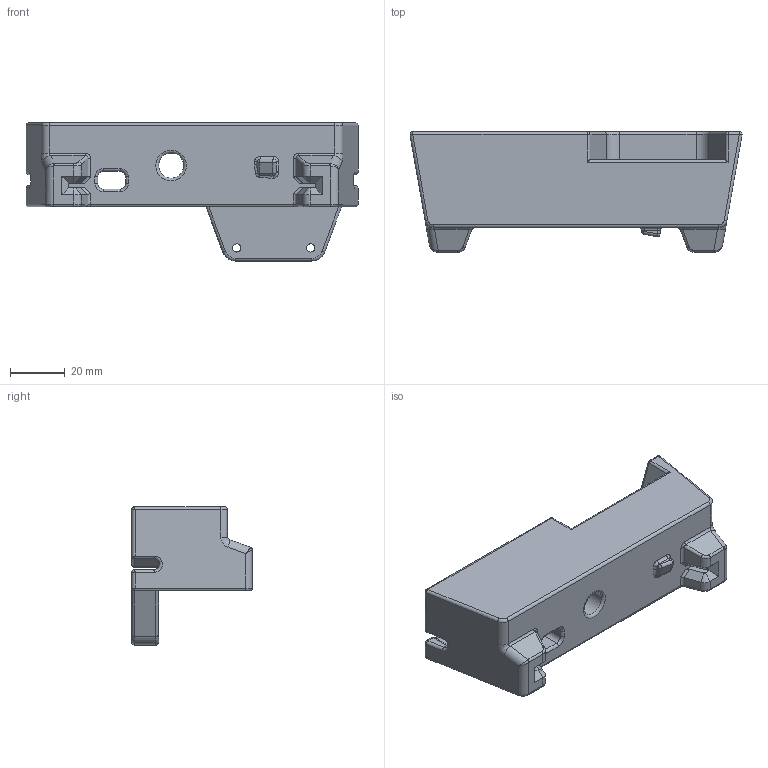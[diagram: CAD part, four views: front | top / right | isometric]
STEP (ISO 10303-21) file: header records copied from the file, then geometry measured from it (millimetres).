
FILE_DESCRIPTION(/* description */ ('STEP AP242','CAx-IF Rec.Pracs.---Representation and Presentation of Product Manufacturing Information (PMI)---4.0---2014-10-13','CAx-IF Rec.Pracs.---3D Tessellated Geometry---0.4---2014-09-14','2;1'),/* implementation_level */ '2;1');
FILE_NAME(/* name */ '62cc67ae98f88f28faa15a00',/* time_stamp */ '2022-07-11T18:10:55+00:00',/* author */ (''),/* organization */ (''),/* preprocessor_version */ 'ST-DEVELOPER v18.102',/* originating_system */ ' ',/* authorisation */ ' ');
FILE_SCHEMA (('AP242_MANAGED_MODEL_BASED_3D_ENGINEERING_MIM_LF { 1 0 10303 442 1 1 4 }'));
Length unit declared in the file: metre
Products named in the file (1): Part 1
Bounding box: 121.33 x 44 x 50.5 mm (x, y, z)
Volume: 101926.1 mm3; surface area: 26961.3 mm2
Topology: 1 solids, 1 shells, 265 faces, 636 edges, 357 vertices
Faces by surface type: cylinder 120, plane 67, torus 41, sphere 17, bspline 16, cone 4
Full cylindrical faces by diameter (mm): 2 x2, 3 x2, 6 x2, 9.2 x1
Entity records: 7652 total; most frequent: CARTESIAN_POINT 1486, DIRECTION 1413, ORIENTED_EDGE 1218, EDGE_CURVE 609, AXIS2_PLACEMENT_3D 561, VERTEX_POINT 357, LINE 291, VECTOR 291
